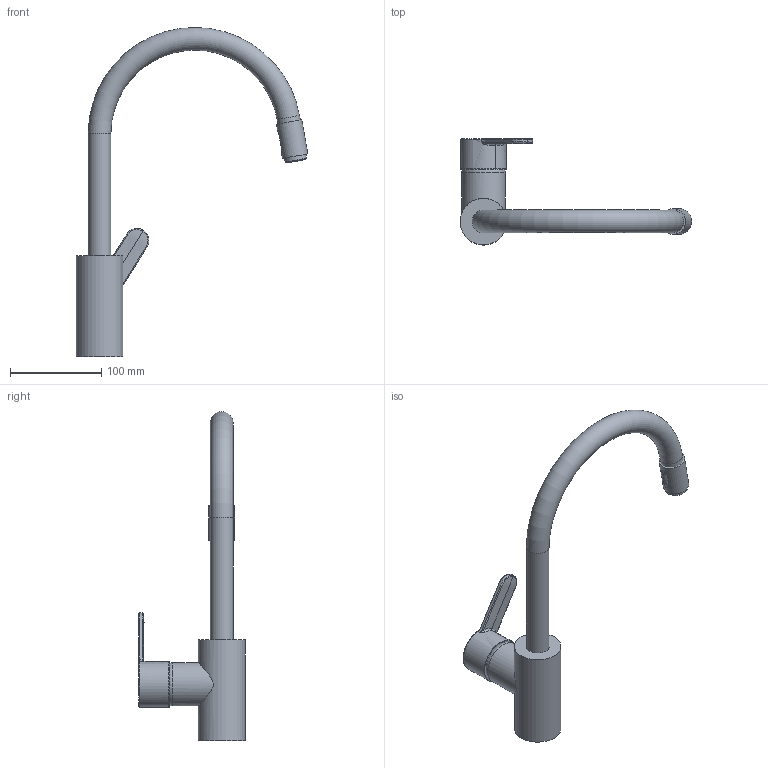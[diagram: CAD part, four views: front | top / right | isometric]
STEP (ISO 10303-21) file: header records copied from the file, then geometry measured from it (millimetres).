
FILE_DESCRIPTION(/* description */ ('Unknown'),/* implementation_level */ '2;1');
FILE_NAME(/* name */ '31126004',/* time_stamp */ '2022-09-09T09:47:45+02:00',/* author */ ('Unknown'),/* organization */ ('GROHE AG'),/* preprocessor_version */ 'ST-DEVELOPER v16.7',/* originating_system */ 'DEX',/* authorisation */ $);
FILE_SCHEMA (('AUTOMOTIVE_DESIGN {1 0 10303 214 3 1 1}'));
Length unit declared in the file: millimetre
Products named in the file (7): 31126004; 31126004_0; 31126004_1; 071121 Body High Spout klein 01; 31126004_2; 31126004_3
Assembly tree (6 placements, depth 2):
  31126004
    31126004
    31126004_0
    31126004_1
    071121 Body High Spout klein 01
    31126004_2
    31126004_3
Bounding box: 253.17 x 115.96 x 359.8 mm (x, y, z)
Volume: 613745.9 mm3; surface area: 87642.6 mm2
Topology: 6 solids, 6 shells, 616 faces, 1836 edges, 1173 vertices
Faces by surface type: plane 488, cylinder 73, bspline 31, cone 14, torus 10
Full cylindrical faces by diameter (mm): 1.039 x1, 1.5 x1, 2.4 x1, 4.3 x1, 5.5 x1, 10.5 x1, 11.489 x1, 12.5 x2, 13 x1, 13.905 x1, 14 x1, 17 x1, 17.773 x1, 18 x1, 18.911 x1, 20.05 x1, 20.7 x1, 20.95 x1, 22.45 x2, 23.87 x1, 24 x1, 24.8 x2, 28 x1, 47.5 x1, 51 x1
Entity records: 22198 total; most frequent: CARTESIAN_POINT 5586, ORIENTED_EDGE 3540, DIRECTION 3341, EDGE_CURVE 1770, VERTEX_POINT 1155, AXIS2_PLACEMENT_3D 1141, LINE 1059, VECTOR 1059
